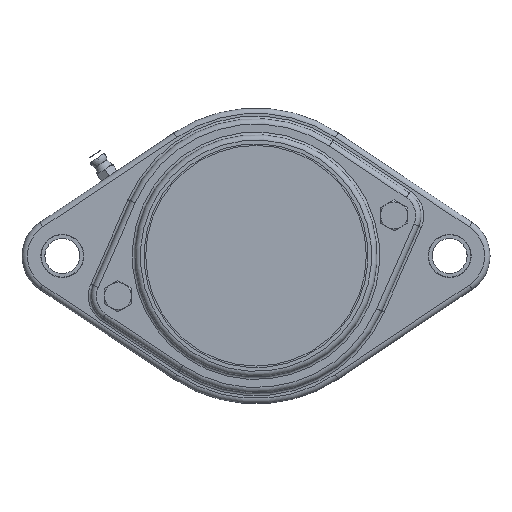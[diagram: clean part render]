
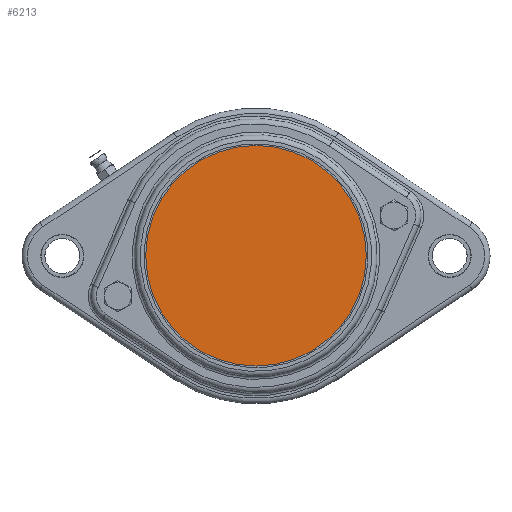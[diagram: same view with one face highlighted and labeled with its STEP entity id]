
A CAD part, top view. The second image highlights one B-rep face of the part: STEP entity #6213.
In plain terms, the highlighted planar face has unit normal (0, 0, 1).
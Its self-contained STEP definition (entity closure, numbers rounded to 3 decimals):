
#434=FACE_OUTER_BOUND('',#1709,.T.);
#1412=PLANE('',#6755);
#1709=EDGE_LOOP('',(#4406));
#2167=CIRCLE('',#6753,41.);
#2693=VERTEX_POINT('',#10291);
#3327=EDGE_CURVE('',#2693,#2693,#2167,.T.);
#4406=ORIENTED_EDGE('',*,*,#3327,.F.);
#6213=ADVANCED_FACE('',(#434),#1412,.T.);
#6753=AXIS2_PLACEMENT_3D('',#10292,#7878,#7879);
#6755=AXIS2_PLACEMENT_3D('',#10296,#7883,#7884);
#7878=DIRECTION('center_axis',(0.,0.,
-1.));
#7879=DIRECTION('ref_axis',(-1.,0.,0.));
#7883=DIRECTION('center_axis',(0.,0.,
1.));
#7884=DIRECTION('ref_axis',(-1.,0.,0.));
#10291=CARTESIAN_POINT('',(41.,0.,42.2));
#10292=CARTESIAN_POINT('Origin',(0.,0.,
42.2));
#10296=CARTESIAN_POINT('Origin',(0.,0.,
42.2));
